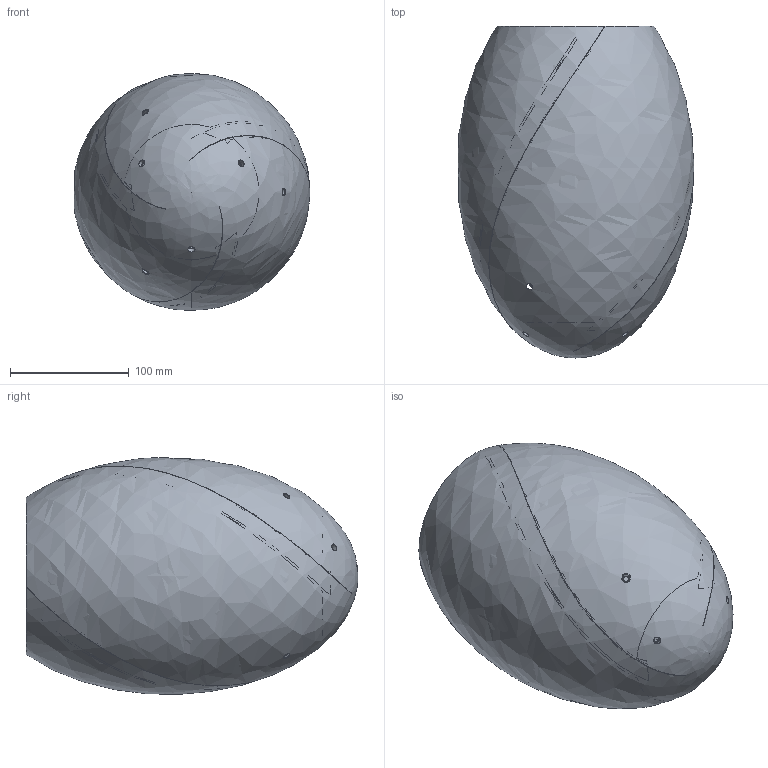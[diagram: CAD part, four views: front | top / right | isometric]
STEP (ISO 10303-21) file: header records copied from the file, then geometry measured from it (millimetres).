
FILE_DESCRIPTION(/* description */ (''),/* implementation_level */ '2;1');
FILE_NAME(/* name */ 'aussenhaut.stp',/* time_stamp */ '2022-06-18T21:49:16+02:00',/* author */ ('bananenbrot'),/* organization */ (''),/* preprocessor_version */ 'ST-DEVELOPER v19',/* originating_system */ 'Autodesk Inventor 2023',/* authorisation */ '');
FILE_SCHEMA (('AUTOMOTIVE_DESIGN { 1 0 10303 214 3 1 1 }'));
Length unit declared in the file: millimetre
Products named in the file (1): vase_v2._tom
Bounding box: 199.09 x 280 x 199.73 mm (x, y, z)
Volume: 312160.4 mm3; surface area: 403186 mm2
Topology: 1 solids, 1 shells, 117 faces, 272 edges, 178 vertices
Faces by surface type: bspline 72, plane 23, cylinder 15, cone 6, sphere 1
Full cylindrical faces by diameter (mm): 4 x3, 6 x12
Entity records: 16639 total; most frequent: CARTESIAN_POINT 14455, ORIENTED_EDGE 542, EDGE_CURVE 271, DIRECTION 243, VERTEX_POINT 178, B_SPLINE_CURVE_WITH_KNOTS 167, EDGE_LOOP 139, FACE_OUTER_BOUND 117
